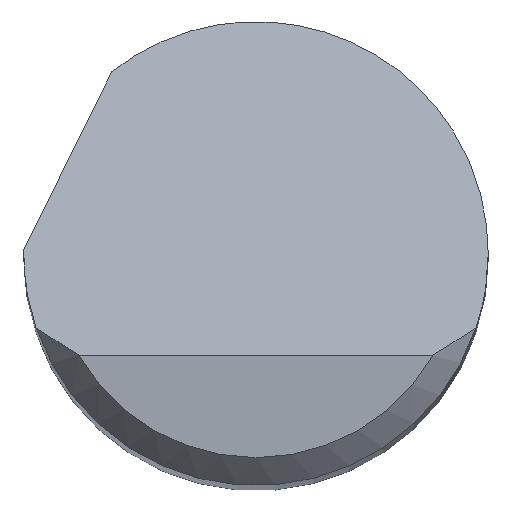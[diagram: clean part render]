
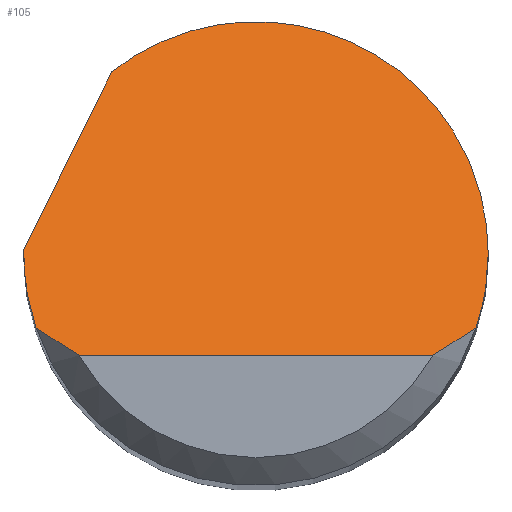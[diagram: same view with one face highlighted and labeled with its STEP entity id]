
A CAD part, top view. The second image highlights one B-rep face of the part: STEP entity #105.
In plain terms, the highlighted planar face has unit normal (0, 0.707, 0.707).
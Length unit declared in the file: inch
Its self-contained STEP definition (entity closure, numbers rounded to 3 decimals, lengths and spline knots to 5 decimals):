
#23 = CARTESIAN_POINT ( 'NONE',  ( 0.11107, -0.04528, 1.99028 ) ) ;
#26 = CARTESIAN_POINT ( 'NONE',  ( 0.125, -0.01363, 1.95863 ) ) ;
#32 = CARTESIAN_POINT ( 'NONE',  ( -0.11843, -0.04, 1.985 ) ) ;
#46 = ORIENTED_EDGE ( 'NONE', *, *, #189, .T. ) ;
#51 = ORIENTED_EDGE ( 'NONE', *, *, #640, .F. ) ;
#53 = VERTEX_POINT ( 'NONE', #841 ) ;
#61 = CARTESIAN_POINT ( 'NONE',  ( -0.125, -0.055, 2. ) ) ;
#69 = VECTOR ( 'NONE', #479, 39.37008 ) ;
#70 = CARTESIAN_POINT ( 'NONE',  ( 0.10339, -0.05031, 1.99531 ) ) ;
#78 = CARTESIAN_POINT ( 'NONE',  ( -0.10339, -0.05031, 1.99531 ) ) ;
#87 = VERTEX_POINT ( 'NONE', #187 ) ;
#98 = CARTESIAN_POINT ( 'NONE',  ( -0.15003, -0.04883, 1.99383 ) ) ;
#104 = CARTESIAN_POINT ( 'NONE',  ( 0.01655, 0.17278, 1.77222 ) ) ;
#105 = ADVANCED_FACE ( 'NONE', ( #533 ), #605, .F. ) ;
#126 = VECTOR ( 'NONE', #756, 39.37008 ) ;
#140 = CARTESIAN_POINT ( 'NONE',  ( -0.12279, -0.02708, 1.97208 ) ) ;
#164 = CARTESIAN_POINT ( 'NONE',  ( -0.12499, 0.00133, 1.94367 ) ) ;
#187 = CARTESIAN_POINT ( 'NONE',  ( 0.11843, -0.04, 1.985 ) ) ;
#189 = EDGE_CURVE ( 'NONE', #322, #419, #797, .T. ) ;
#195 = LINE ( 'NONE', #98, #126 ) ;
#202 = CARTESIAN_POINT ( 'NONE',  ( -0.09526, -0.055, 2. ) ) ;
#215 = ORIENTED_EDGE ( 'NONE', *, *, #284, .F. ) ;
#216 = EDGE_CURVE ( 'NONE', #53, #322, #235, .T. ) ;
#222 = CARTESIAN_POINT ( 'NONE',  ( -0.125, 0., 1.945 ) ) ;
#230 = ORIENTED_EDGE ( 'NONE', *, *, #693, .F. ) ;
#235 = B_SPLINE_CURVE_WITH_KNOTS ( 'NONE', 3,
 ( #810, #474, #78, #202 ),
 .UNSPECIFIED., .F., .F.,
 ( 4, 4 ),
 ( 0., 0.0008 ),
 .UNSPECIFIED. ) ;
#245 =( BOUNDED_CURVE ( )  B_SPLINE_CURVE ( 3, ( #498, #104, #751, #295 ),
 .UNSPECIFIED., .F., .T. ) 
 B_SPLINE_CURVE_WITH_KNOTS ( ( 4, 4 ),
 ( 5.61191, 7.85398 ),
 .UNSPECIFIED. ) 
 CURVE ( )  GEOMETRIC_REPRESENTATION_ITEM ( )  RATIONAL_B_SPLINE_CURVE ( ( 1., 0.623, 0.623, 1. ) ) 
 REPRESENTATION_ITEM ( '' )  );
#263 = AXIS2_PLACEMENT_3D ( 'NONE', #61, #464, #660 ) ;
#281 = CARTESIAN_POINT ( 'NONE',  ( -0.09526, -0.055, 2. ) ) ;
#284 = EDGE_CURVE ( 'NONE', #53, #677, #634, .T. ) ;
#295 = CARTESIAN_POINT ( 'NONE',  ( 0.125, 0., 1.945 ) ) ;
#322 = VERTEX_POINT ( 'NONE', #281 ) ;
#333 = CARTESIAN_POINT ( 'NONE',  ( -0.07775, 0.09788, 1.84712 ) ) ;
#337 = EDGE_CURVE ( 'NONE', #817, #87, #492, .T. ) ;
#345 = CARTESIAN_POINT ( 'NONE',  ( 0.125, 0., 1.945 ) ) ;
#361 = CARTESIAN_POINT ( 'NONE',  ( 0.12279, -0.02708, 1.97208 ) ) ;
#375 = ORIENTED_EDGE ( 'NONE', *, *, #609, .F. ) ;
#377 = CARTESIAN_POINT ( 'NONE',  ( -0.12498, 0.002, 1.943 ) ) ;
#383 = CARTESIAN_POINT ( 'NONE',  ( 0.09526, -0.055, 2. ) ) ;
#409 = CARTESIAN_POINT ( 'NONE',  ( 0., -0.055, 2. ) ) ;
#414 = CARTESIAN_POINT ( 'NONE',  ( -0.12498, 0.002, 1.943 ) ) ;
#419 = VERTEX_POINT ( 'NONE', #383 ) ;
#428 = CARTESIAN_POINT ( 'NONE',  ( -0.125, 0., 1.945 ) ) ;
#431 = CARTESIAN_POINT ( 'NONE',  ( -0.125, 0.00067, 1.94433 ) ) ;
#464 = DIRECTION ( 'NONE',  ( 0., -0.707, -0.707 ) ) ;
#465 = CARTESIAN_POINT ( 'NONE',  ( 0.125, 0., 1.945 ) ) ;
#474 = CARTESIAN_POINT ( 'NONE',  ( -0.11107, -0.04528, 1.99028 ) ) ;
#479 = DIRECTION ( 'NONE',  ( 1., 0., 0. ) ) ;
#480 = CARTESIAN_POINT ( 'NONE',  ( -0.125, -0.01363, 1.95863 ) ) ;
#492 =( BOUNDED_CURVE ( )  B_SPLINE_CURVE ( 3, ( #345, #26, #361, #614 ),
 .UNSPECIFIED., .F., .T. ) 
 B_SPLINE_CURVE_WITH_KNOTS ( ( 4, 4 ),
 ( 1.5708, 1.89653 ),
 .UNSPECIFIED. ) 
 CURVE ( )  GEOMETRIC_REPRESENTATION_ITEM ( )  RATIONAL_B_SPLINE_CURVE ( ( 1., 0.991, 0.991, 1. ) ) 
 REPRESENTATION_ITEM ( '' )  );
#498 = CARTESIAN_POINT ( 'NONE',  ( -0.07775, 0.09788, 1.84712 ) ) ;
#501 = ORIENTED_EDGE ( 'NONE', *, *, #525, .T. ) ;
#506 = VERTEX_POINT ( 'NONE', #414 ) ;
#517 = ORIENTED_EDGE ( 'NONE', *, *, #216, .T. ) ;
#525 = EDGE_CURVE ( 'NONE', #419, #87, #599, .T. ) ;
#533 = FACE_OUTER_BOUND ( 'NONE', #717, .T. ) ;
#543 =( BOUNDED_CURVE ( )  B_SPLINE_CURVE ( 3, ( #428, #431, #164, #377 ),
 .UNSPECIFIED., .F., .F. ) 
 B_SPLINE_CURVE_WITH_KNOTS ( ( 4, 4 ),
 ( 4.71239, 4.72839 ),
 .UNSPECIFIED. ) 
 CURVE ( )  GEOMETRIC_REPRESENTATION_ITEM ( )  RATIONAL_B_SPLINE_CURVE ( ( 1., 1., 1., 1. ) ) 
 REPRESENTATION_ITEM ( '' )  );
#544 = CARTESIAN_POINT ( 'NONE',  ( 0.11843, -0.04, 1.985 ) ) ;
#599 = B_SPLINE_CURVE_WITH_KNOTS ( 'NONE', 3,
 ( #621, #70, #23, #544 ),
 .UNSPECIFIED., .F., .F.,
 ( 4, 4 ),
 ( 0., 0.0008 ),
 .UNSPECIFIED. ) ;
#605 = PLANE ( 'NONE',  #263 ) ;
#609 = EDGE_CURVE ( 'NONE', #506, #830, #195, .T. ) ;
#614 = CARTESIAN_POINT ( 'NONE',  ( 0.11843, -0.04, 1.985 ) ) ;
#621 = CARTESIAN_POINT ( 'NONE',  ( 0.09526, -0.055, 2. ) ) ;
#634 =( BOUNDED_CURVE ( )  B_SPLINE_CURVE ( 3, ( #32, #140, #480, #222 ),
 .UNSPECIFIED., .F., .T. ) 
 B_SPLINE_CURVE_WITH_KNOTS ( ( 4, 4 ),
 ( 4.38666, 4.71239 ),
 .UNSPECIFIED. ) 
 CURVE ( )  GEOMETRIC_REPRESENTATION_ITEM ( )  RATIONAL_B_SPLINE_CURVE ( ( 1., 0.991, 0.991, 1. ) ) 
 REPRESENTATION_ITEM ( '' )  );
#640 = EDGE_CURVE ( 'NONE', #677, #506, #543, .T. ) ;
#644 = CARTESIAN_POINT ( 'NONE',  ( -0.125, 0., 1.945 ) ) ;
#660 = DIRECTION ( 'NONE',  ( 0., 0.707, -0.707 ) ) ;
#677 = VERTEX_POINT ( 'NONE', #644 ) ;
#687 = ORIENTED_EDGE ( 'NONE', *, *, #337, .F. ) ;
#693 = EDGE_CURVE ( 'NONE', #830, #817, #245, .T. ) ;
#717 = EDGE_LOOP ( 'NONE', ( #46, #501, #687, #230, #375, #51, #215, #517 ) ) ;
#751 = CARTESIAN_POINT ( 'NONE',  ( 0.125, 0.12043, 1.82457 ) ) ;
#756 = DIRECTION ( 'NONE',  ( 0.329, 0.668, -0.668 ) ) ;
#797 = LINE ( 'NONE', #409, #69 ) ;
#810 = CARTESIAN_POINT ( 'NONE',  ( -0.11843, -0.04, 1.985 ) ) ;
#817 = VERTEX_POINT ( 'NONE', #465 ) ;
#830 = VERTEX_POINT ( 'NONE', #333 ) ;
#841 = CARTESIAN_POINT ( 'NONE',  ( -0.11843, -0.04, 1.985 ) ) ;
